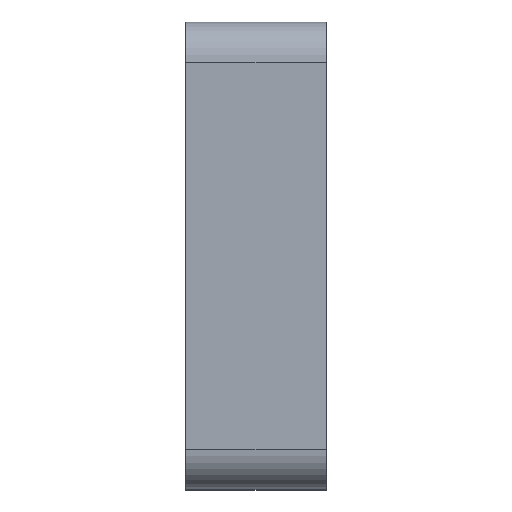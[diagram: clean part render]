
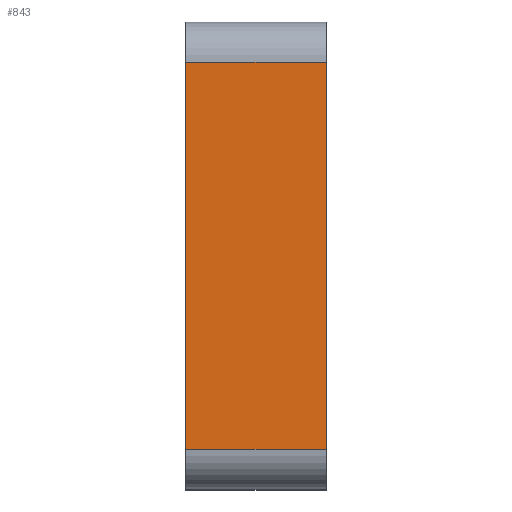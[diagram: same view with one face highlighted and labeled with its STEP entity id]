
A CAD part, top view. The second image highlights one B-rep face of the part: STEP entity #843.
In plain terms, the highlighted planar face has unit normal (0, 0, 1).
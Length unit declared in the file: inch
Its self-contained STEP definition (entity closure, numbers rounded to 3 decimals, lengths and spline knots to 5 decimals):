
#33=PLANE('',#931);
#59=FACE_OUTER_BOUND('',#111,.T.);
#111=EDGE_LOOP('',(#619,#620,#621,#622));
#170=LINE('',#1277,#254);
#179=LINE('',#1330,#263);
#180=LINE('',#1333,#264);
#181=LINE('',#1334,#265);
#254=VECTOR('',#1016,0.3937);
#263=VECTOR('',#1063,0.3937);
#264=VECTOR('',#1066,0.3937);
#265=VECTOR('',#1067,0.3937);
#380=VERTEX_POINT('',#1274);
#381=VERTEX_POINT('',#1276);
#406=VERTEX_POINT('',#1328);
#407=VERTEX_POINT('',#1332);
#462=EDGE_CURVE('',#381,#380,#170,.T.);
#489=EDGE_CURVE('',#381,#406,#179,.T.);
#490=EDGE_CURVE('',#407,#380,#180,.T.);
#491=EDGE_CURVE('',#406,#407,#181,.T.);
#619=ORIENTED_EDGE('',*,*,#489,.F.);
#620=ORIENTED_EDGE('',*,*,#462,.T.);
#621=ORIENTED_EDGE('',*,*,#490,.F.);
#622=ORIENTED_EDGE('',*,*,#491,.F.);
#843=ADVANCED_FACE('',(#59),#33,.T.);
#931=AXIS2_PLACEMENT_3D('',#1331,#1064,#1065);
#1016=DIRECTION('',(0.,-1.,0.));
#1063=DIRECTION('',(1.,0.,0.));
#1064=DIRECTION('center_axis',(0.,0.,1.));
#1065=DIRECTION('ref_axis',(0.,-1.,0.));
#1066=DIRECTION('',(-1.,0.,0.));
#1067=DIRECTION('',(0.,-1.,0.));
#1274=CARTESIAN_POINT('',(0.,-1.20237,0.995));
#1276=CARTESIAN_POINT('',(0.,1.20237,0.995));
#1277=CARTESIAN_POINT('',(0.,1.45237,0.995));
#1328=CARTESIAN_POINT('',(0.87,1.20237,0.995));
#1330=CARTESIAN_POINT('',(0.,1.20237,0.995));
#1331=CARTESIAN_POINT('Origin',(0.,1.45237,0.995));
#1332=CARTESIAN_POINT('',(0.87,-1.20237,0.995));
#1333=CARTESIAN_POINT('',(0.,-1.20237,0.995));
#1334=CARTESIAN_POINT('',(0.87,1.45237,0.995));
